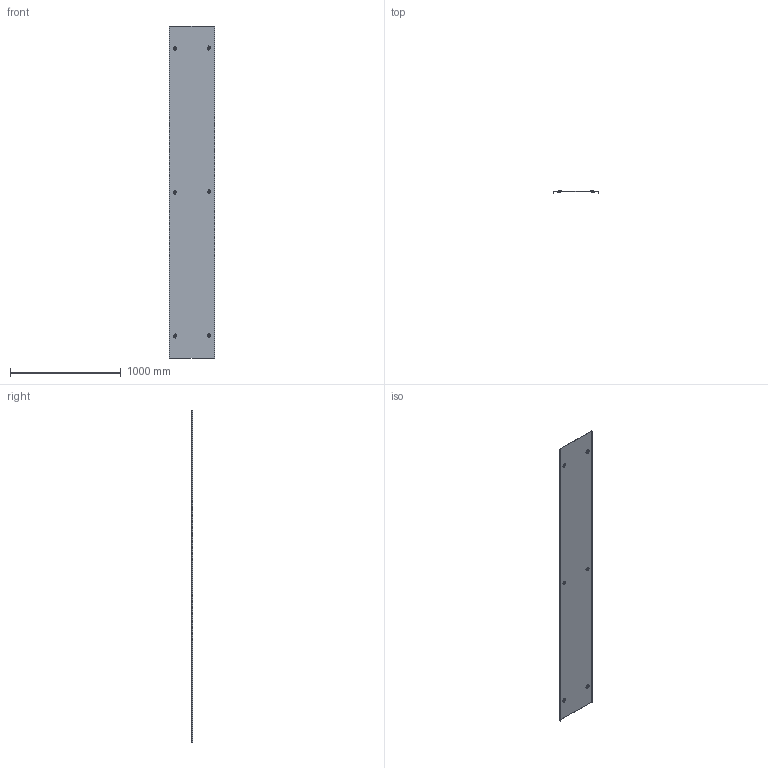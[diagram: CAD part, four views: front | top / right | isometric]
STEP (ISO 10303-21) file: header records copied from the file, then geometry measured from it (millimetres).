
FILE_DESCRIPTION (( 'STEP AP214' ), '1' );
FILE_NAME ('6232406_KSTP1.stp', '2018-08-28T09:08:34', ( '' ), ( '' ), 'SwSTEP 2.0', 'SolidWorks 2016', '' );
FILE_SCHEMA (( 'AUTOMOTIVE_DESIGN' ));
Length unit declared in the file: millimetre
Products named in the file (4): 099600_Standard; 109905_quadratisch; 116611_WS200 400x3000 s=1,25; 6232406_KSTP1
Assembly tree (13 placements, depth 2):
  6232406_KSTP1
    116611_WS200 400x3000 s=1,25
    099600_Standard  x6
    109905_quadratisch  x6
Bounding box: 408.5 x 16.3 x 3000 mm (x, y, z)
Volume: 1628255.1 mm3; surface area: 2603827.4 mm2
Topology: 13 solids, 13 shells, 352 faces, 878 edges, 564 vertices
Faces by surface type: plane 186, cone 78, cylinder 64, torus 24
Entity records: 2850 total; most frequent: CARTESIAN_POINT 528, DIRECTION 480, ORIENTED_EDGE 422, EDGE_CURVE 211, AXIS2_PLACEMENT_3D 182, VERTEX_POINT 134, VECTOR 116, LINE 116
